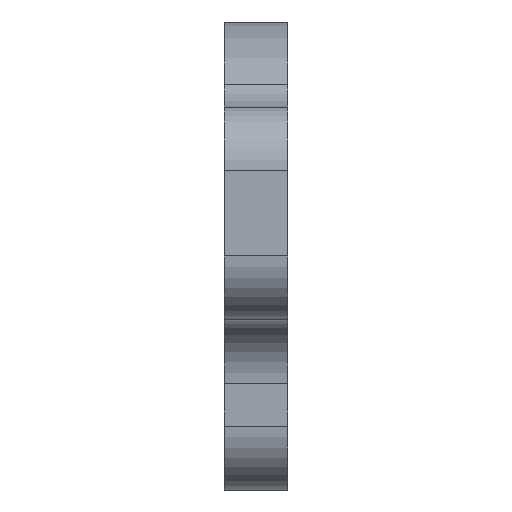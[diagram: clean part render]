
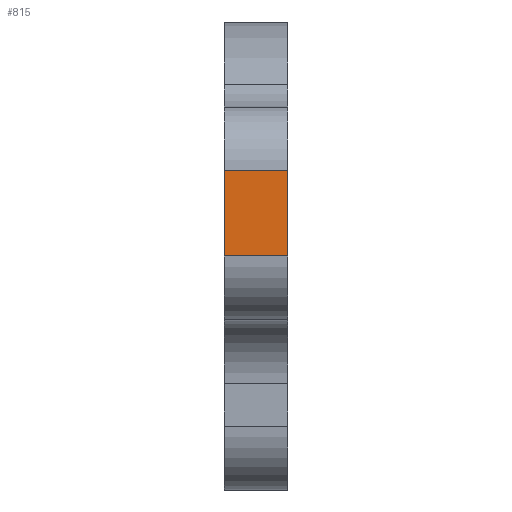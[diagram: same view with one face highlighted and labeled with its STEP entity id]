
A CAD part, left-side view. The second image highlights one B-rep face of the part: STEP entity #815.
In plain terms, the highlighted planar face has unit normal (-1, 0, 0).
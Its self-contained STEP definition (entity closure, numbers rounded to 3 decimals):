
#7 = VERTEX_POINT ( 'NONE', #357 ) ;
#39 = VERTEX_POINT ( 'NONE', #473 ) ;
#103 = ORIENTED_EDGE ( 'NONE', *, *, #548, .T. ) ;
#240 = DIRECTION ( 'NONE',  ( 0., 0., 1. ) ) ;
#293 = ORIENTED_EDGE ( 'NONE', *, *, #436, .F. ) ;
#300 = DIRECTION ( 'NONE',  ( 0., 1., 0. ) ) ;
#329 = ORIENTED_EDGE ( 'NONE', *, *, #472, .T. ) ;
#351 = DIRECTION ( 'NONE',  ( 0., 0., -1. ) ) ;
#357 = CARTESIAN_POINT ( 'NONE',  ( -42., 0., 3. ) ) ;
#374 = LINE ( 'NONE', #383, #487 ) ;
#383 = CARTESIAN_POINT ( 'NONE',  ( -42., 0., 0. ) ) ;
#436 = EDGE_CURVE ( 'NONE', #39, #461, #762, .T. ) ;
#437 = DIRECTION ( 'NONE',  ( 0., -1., 0. ) ) ;
#440 = VERTEX_POINT ( 'NONE', #819 ) ;
#441 = CARTESIAN_POINT ( 'NONE',  ( -42., 3., 7. ) ) ;
#461 = VERTEX_POINT ( 'NONE', #441 ) ;
#472 = EDGE_CURVE ( 'NONE', #39, #7, #647, .T. ) ;
#473 = CARTESIAN_POINT ( 'NONE',  ( -42., 3., 3. ) ) ;
#487 = VECTOR ( 'NONE', #240, 1000. ) ;
#493 = PLANE ( 'NONE',  #699 ) ;
#501 = ORIENTED_EDGE ( 'NONE', *, *, #502, .T. ) ;
#502 = EDGE_CURVE ( 'NONE', #7, #440, #374, .T. ) ;
#510 = CARTESIAN_POINT ( 'NONE',  ( -42., 3., 3. ) ) ;
#548 = EDGE_CURVE ( 'NONE', #440, #461, #840, .T. ) ;
#551 = CARTESIAN_POINT ( 'NONE',  ( -42., 3., 0. ) ) ;
#556 = DIRECTION ( 'NONE',  ( 0., 0., 1. ) ) ;
#558 = EDGE_LOOP ( 'NONE', ( #501, #103, #293, #329 ) ) ;
#620 = DIRECTION ( 'NONE',  ( 1., 0., 0. ) ) ;
#647 = LINE ( 'NONE', #510, #740 ) ;
#699 = AXIS2_PLACEMENT_3D ( 'NONE', #826, #620, #351 ) ;
#740 = VECTOR ( 'NONE', #437, 1000. ) ;
#751 = FACE_OUTER_BOUND ( 'NONE', #558, .T. ) ;
#762 = LINE ( 'NONE', #551, #787 ) ;
#787 = VECTOR ( 'NONE', #556, 1000. ) ;
#805 = VECTOR ( 'NONE', #300, 1000. ) ;
#815 = ADVANCED_FACE ( 'NONE', ( #751 ), #493, .F. ) ;
#819 = CARTESIAN_POINT ( 'NONE',  ( -42., 0., 7. ) ) ;
#826 = CARTESIAN_POINT ( 'NONE',  ( -42., 3., 0. ) ) ;
#837 = CARTESIAN_POINT ( 'NONE',  ( -42., 3., 7. ) ) ;
#840 = LINE ( 'NONE', #837, #805 ) ;
